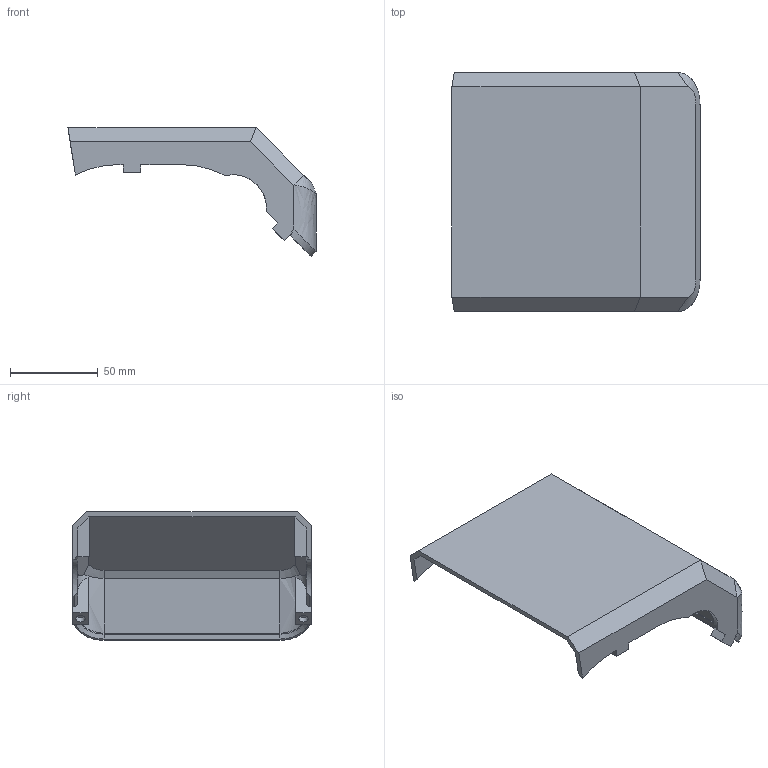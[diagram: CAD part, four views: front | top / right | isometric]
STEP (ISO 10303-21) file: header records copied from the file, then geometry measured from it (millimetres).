
FILE_DESCRIPTION(/* description */ ('STEP AP242','CAx-IF Rec.Pracs.---Representation and Presentation of Product Manufacturing Information (PMI)---4.0---2014-10-13','CAx-IF Rec.Pracs.---3D Tessellated Geometry---0.4---2014-09-14','2;1'),/* implementation_level */ '2;1');
FILE_NAME(/* name */ '6262817e4fc8d629c9fa252d',/* time_stamp */ '2022-04-22T10:20:47+00:00',/* author */ (''),/* organization */ (''),/* preprocessor_version */ 'ST-DEVELOPER v18.101',/* originating_system */ ' ',/* authorisation */ ' ');
FILE_SCHEMA (('AP242_MANAGED_MODEL_BASED_3D_ENGINEERING_MIM_LF { 1 0 10303 442 1 1 4 }'));
Length unit declared in the file: metre
Products named in the file (1): top back
Bounding box: 141.03 x 135.77 x 73.09 mm (x, y, z)
Volume: 96293.9 mm3; surface area: 64442 mm2
Topology: 1 solids, 1 shells, 91 faces, 235 edges, 150 vertices
Faces by surface type: plane 63, cylinder 14, bspline 8, cone 6
Full cylindrical faces by diameter (mm): 5.3 x4
Entity records: 3161 total; most frequent: CARTESIAN_POINT 991, ORIENTED_EDGE 462, DIRECTION 405, EDGE_CURVE 231, LINE 165, VECTOR 165, VERTEX_POINT 150, AXIS2_PLACEMENT_3D 120
